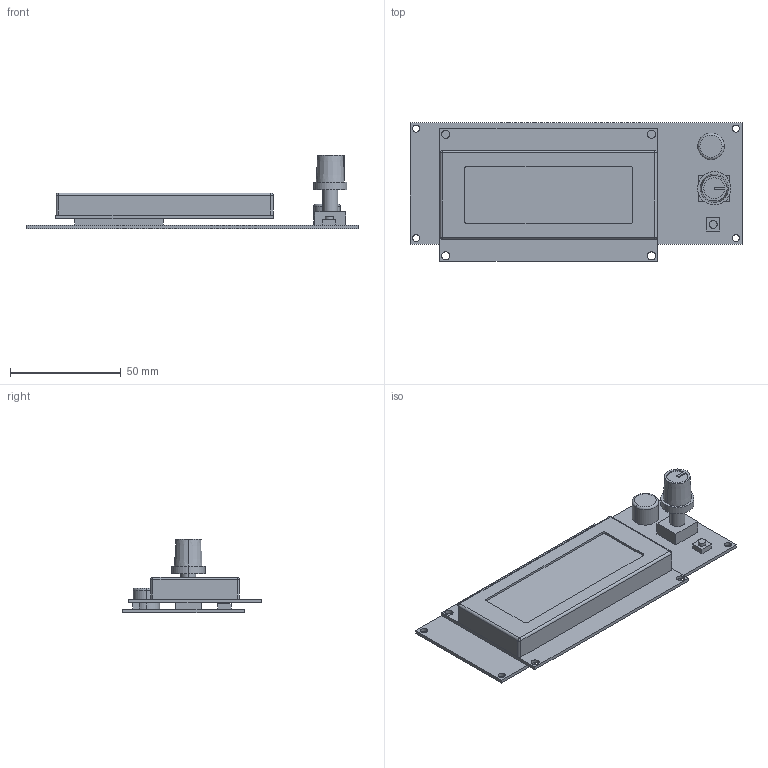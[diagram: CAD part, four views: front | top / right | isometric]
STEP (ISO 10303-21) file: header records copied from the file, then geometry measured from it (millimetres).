
FILE_DESCRIPTION (( 'STEP AP214' ), '1' );
FILE_NAME ('RAMPS LCD2004.STEP', '2014-03-02T14:13:32', ( 'Philippe' ), ( '' ), 'SwSTEP 2.0', 'SolidWorks 2014', '' );
FILE_SCHEMA (( 'AUTOMOTIVE_DESIGN' ));
Length unit declared in the file: millimetre
Products named in the file (1): RAMPS LCD2004
Bounding box: 150 x 62.75 x 33 mm (x, y, z)
Volume: 63156.9 mm3; surface area: 34050.3 mm2
Topology: 1 solids, 1 shells, 94 faces, 229 edges, 145 vertices
Faces by surface type: plane 49, cylinder 37, sphere 4, torus 2, cone 2
Entity records: 3615 total; most frequent: DIRECTION 493, CARTESIAN_POINT 477, ORIENTED_EDGE 450, EDGE_CURVE 225, AXIS2_PLACEMENT_3D 177, VERTEX_POINT 145, VECTOR 139, LINE 139
